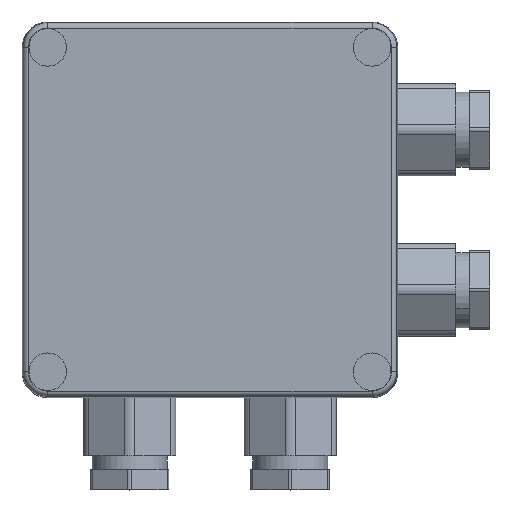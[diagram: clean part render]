
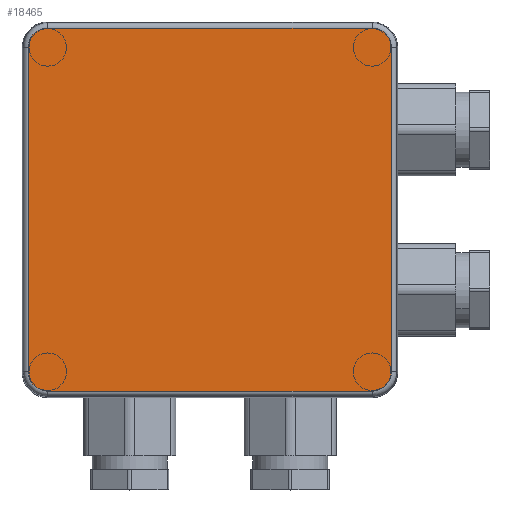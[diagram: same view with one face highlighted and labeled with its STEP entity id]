
A CAD part, top view. The second image highlights one B-rep face of the part: STEP entity #18465.
In plain terms, the highlighted planar face has unit normal (0, 0, 1).
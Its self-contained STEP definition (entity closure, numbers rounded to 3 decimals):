
#839=CARTESIAN_POINT('',(47.5,47.5,39.));
#840=DIRECTION('',(0.,0.,1.));
#841=DIRECTION('',(1.,0.,0.));
#842=AXIS2_PLACEMENT_3D('',#839,#840,#841);
#849=DIRECTION('',(0.,1.,0.));
#850=VECTOR('',#849,95.);
#851=CARTESIAN_POINT('',(53.173,-47.5,39.));
#852=LINE('',#851,#850);
#858=CARTESIAN_POINT('',(47.5,-47.5,39.));
#859=DIRECTION('',(0.,0.,-1.));
#860=DIRECTION('',(1.,0.,0.));
#861=AXIS2_PLACEMENT_3D('',#858,#859,#860);
#873=DIRECTION('',(1.,0.,0.));
#874=VECTOR('',#873,95.);
#875=CARTESIAN_POINT('',(-47.5,-53.173,39.));
#876=LINE('',#875,#874);
#5280=CARTESIAN_POINT('',(-47.5,-47.5,39.));
#5281=DIRECTION('',(0.,0.,1.));
#5282=DIRECTION('',(-1.,0.,0.));
#5283=AXIS2_PLACEMENT_3D('',#5280,#5281,#5282);
#5285=DIRECTION('',(0.,1.,0.));
#5286=VECTOR('',#5285,95.);
#5287=CARTESIAN_POINT('',(-53.173,-47.5,39.));
#5288=LINE('',#5287,#5286);
#5289=CARTESIAN_POINT('',(-47.5,47.5,39.));
#5290=DIRECTION('',(0.,0.,-1.));
#5291=DIRECTION('',(-1.,0.,0.));
#5292=AXIS2_PLACEMENT_3D('',#5289,#5290,#5291);
#5294=DIRECTION('',(1.,0.,0.));
#5295=VECTOR('',#5294,95.);
#5296=CARTESIAN_POINT('',(-47.5,53.173,39.));
#5297=LINE('',#5296,#5295);
#7363=CARTESIAN_POINT('',(-53.173,47.5,39.));
#7364=VERTEX_POINT('',#7363);
#7369=CARTESIAN_POINT('',(-47.5,53.173,39.));
#7370=VERTEX_POINT('',#7369);
#7371=CARTESIAN_POINT('',(53.173,47.5,39.));
#7373=VERTEX_POINT('',#7371);
#7375=CARTESIAN_POINT('',(47.5,53.173,39.));
#7377=VERTEX_POINT('',#7375);
#7384=CARTESIAN_POINT('',(-53.173,-47.5,39.));
#7386=VERTEX_POINT('',#7384);
#7391=CARTESIAN_POINT('',(-47.5,-53.173,39.));
#7392=VERTEX_POINT('',#7391);
#7395=CARTESIAN_POINT('',(53.173,-47.5,39.));
#7397=VERTEX_POINT('',#7395);
#7401=CARTESIAN_POINT('',(47.5,-53.173,39.));
#7403=VERTEX_POINT('',#7401);
#18449=CARTESIAN_POINT('',(-53.173,-47.5,39.));
#18450=DIRECTION('',(0.,0.,1.));
#18451=DIRECTION('',(1.,0.,0.));
#18452=AXIS2_PLACEMENT_3D('',#18449,#18450,#18451);
#18453=PLANE('',#18452);
#18454=ORIENTED_EDGE('',*,*,#9864,.F.);
#18455=ORIENTED_EDGE('',*,*,#9892,.T.);
#18456=ORIENTED_EDGE('',*,*,#9918,.F.);
#18457=ORIENTED_EDGE('',*,*,#9942,.F.);
#18458=ORIENTED_EDGE('',*,*,#9972,.T.);
#18460=ORIENTED_EDGE('',*,*,#18459,.T.);
#18461=ORIENTED_EDGE('',*,*,#18429,.T.);
#18462=ORIENTED_EDGE('',*,*,#9837,.F.);
#18463=EDGE_LOOP('',(#18454,#18455,#18456,#18457,#18458,#18460,#18461,#18462));
#18464=FACE_OUTER_BOUND('',#18463,.F.);
#18465=ADVANCED_FACE('',(#18464),#18453,.T.);
#843=CIRCLE('',#842,5.673);
#862=CIRCLE('',#861,5.673);
#5284=CIRCLE('',#5283,5.673);
#5293=CIRCLE('',#5292,5.673);
#9837=EDGE_CURVE('',#7373,#7377,#843,.T.);
#9864=EDGE_CURVE('',#7397,#7373,#852,.T.);
#9892=EDGE_CURVE('',#7397,#7403,#862,.T.);
#9918=EDGE_CURVE('',#7392,#7403,#876,.T.);
#9942=EDGE_CURVE('',#7386,#7392,#5284,.T.);
#9972=EDGE_CURVE('',#7386,#7364,#5288,.T.);
#18429=EDGE_CURVE('',#7370,#7377,#5297,.T.);
#18459=EDGE_CURVE('',#7364,#7370,#5293,.T.);
